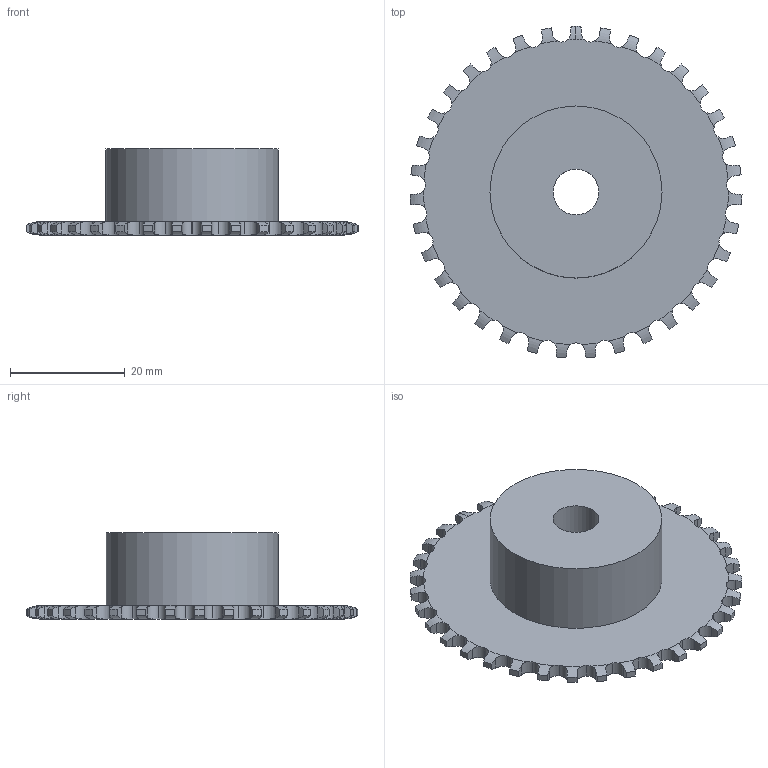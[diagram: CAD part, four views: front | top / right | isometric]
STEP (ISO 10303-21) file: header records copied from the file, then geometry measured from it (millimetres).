
FILE_DESCRIPTION(('FreeCAD Model'),'2;1');
FILE_NAME('Open CASCADE Shape Model','2021-02-24T19:06:14',('Author'),( ''),'Open CASCADE STEP processor 7.4','FreeCAD','Unknown');
FILE_SCHEMA(('AUTOMOTIVE_DESIGN { 1 0 10303 214 1 1 1 1 }'));
Length unit declared in the file: millimetre
Products named in the file (1): Hole
Bounding box: 57.89 x 57.85 x 15 mm (x, y, z)
Volume: 13616.9 mm3; surface area: 6794.9 mm2
Topology: 1 solids, 1 shells, 322 faces, 957 edges, 638 vertices
Faces by surface type: cylinder 177, plane 73, revolution 72
Full cylindrical faces by diameter (mm): 8 x1, 30 x1
Entity records: 33100 total; most frequent: CARTESIAN_POINT 15542, DIRECTION 2861, ORIENTED_EDGE 1914, PCURVE 1914, DEFINITIONAL_REPRESENTATION 1914, LINE 1455, VECTOR 1455, EDGE_CURVE 957
